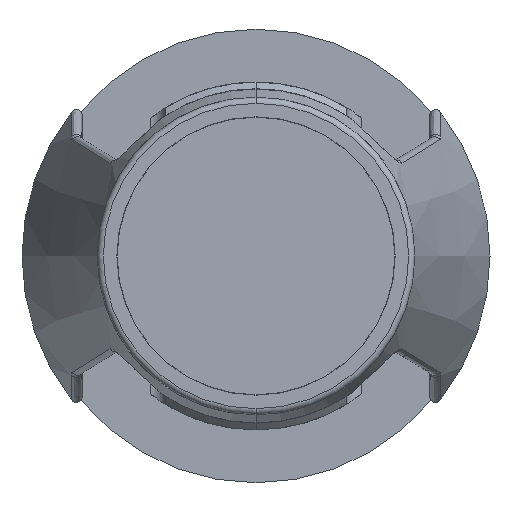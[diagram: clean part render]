
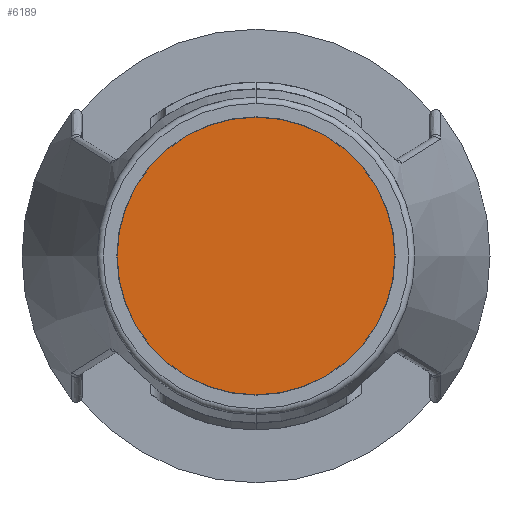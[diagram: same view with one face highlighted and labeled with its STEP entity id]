
A CAD part, front view. The second image highlights one B-rep face of the part: STEP entity #6189.
In plain terms, the highlighted planar face has unit normal (0, -1, 0).
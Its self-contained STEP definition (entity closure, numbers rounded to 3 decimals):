
#194 = AXIS2_PLACEMENT_3D ( 'NONE', #1872, #5660, #2413 ) ;
#320 = DIRECTION ( 'NONE',  ( 0., 1., 0. ) ) ;
#511 = ORIENTED_EDGE ( 'NONE', *, *, #2572, .T. ) ;
#1481 = CARTESIAN_POINT ( 'NONE',  ( 0., 0., -4.59 ) ) ;
#1701 = CIRCLE ( 'NONE', #5844, 4.59 ) ;
#1785 = CARTESIAN_POINT ( 'NONE',  ( 0., 0., 0. ) ) ;
#1872 = CARTESIAN_POINT ( 'NONE',  ( 0., 0., 0. ) ) ;
#1882 = AXIS2_PLACEMENT_3D ( 'NONE', #6267, #320, #4115 ) ;
#1981 = VERTEX_POINT ( 'NONE', #1481 ) ;
#2329 = DIRECTION ( 'NONE',  ( 0., 0., -1. ) ) ;
#2390 = FACE_OUTER_BOUND ( 'NONE', #2523, .T. ) ;
#2413 = DIRECTION ( 'NONE',  ( 0., 0., -1. ) ) ;
#2457 = PLANE ( 'NONE',  #1882 ) ;
#2469 = CIRCLE ( 'NONE', #194, 4.59 ) ;
#2523 = EDGE_LOOP ( 'NONE', ( #511, #6422 ) ) ;
#2572 = EDGE_CURVE ( 'NONE', #1981, #6513, #1701, .T. ) ;
#4115 = DIRECTION ( 'NONE',  ( 0., 0., 1. ) ) ;
#4972 = EDGE_CURVE ( 'NONE', #6513, #1981, #2469, .T. ) ;
#5568 = DIRECTION ( 'NONE',  ( 0., -1., 0. ) ) ;
#5660 = DIRECTION ( 'NONE',  ( 0., -1., 0. ) ) ;
#5844 = AXIS2_PLACEMENT_3D ( 'NONE', #1785, #5568, #2329 ) ;
#6189 = ADVANCED_FACE ( 'NONE', ( #2390 ), #2457, .F. ) ;
#6267 = CARTESIAN_POINT ( 'NONE',  ( 0., 0., 0. ) ) ;
#6422 = ORIENTED_EDGE ( 'NONE', *, *, #4972, .T. ) ;
#6513 = VERTEX_POINT ( 'NONE', #6594 ) ;
#6594 = CARTESIAN_POINT ( 'NONE',  ( 0., 0., 4.59 ) ) ;
